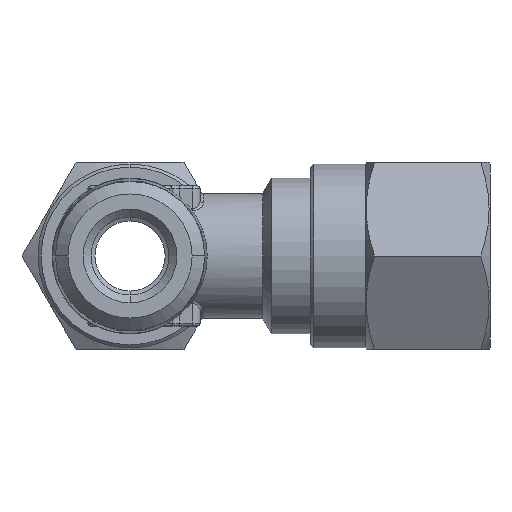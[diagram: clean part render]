
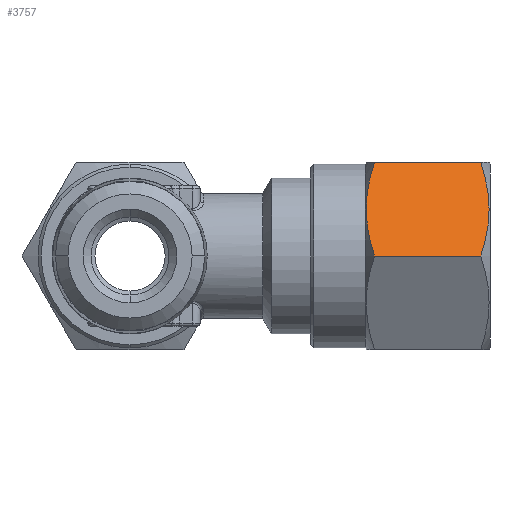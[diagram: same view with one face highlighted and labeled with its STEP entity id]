
A CAD part, front view. The second image highlights one B-rep face of the part: STEP entity #3757.
In plain terms, the highlighted planar face has unit normal (0, -0.866, 0.5).
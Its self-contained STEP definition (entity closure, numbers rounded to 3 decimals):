
#703 = CARTESIAN_POINT ( 'NONE',  ( 22.495, -3.464, 6. ) ) ;
#704 = CARTESIAN_POINT ( 'NONE',  ( 22.495, -6.928, 0. ) ) ;
#715 = CARTESIAN_POINT ( 'NONE',  ( 15.682, -6.928, 0. ) ) ;
#716 = CARTESIAN_POINT ( 'NONE',  ( 15.682, -3.464, 6. ) ) ;
#955 = VECTOR ( 'NONE', #2574, 1000. ) ;
#957 = VECTOR ( 'NONE', #2582, 1000. ) ;
#1078 = AXIS2_PLACEMENT_3D ( 'NONE', #3015, #3016, #3017 ) ;
#1462 = VERTEX_POINT ( 'NONE', #703 ) ;
#1463 = VERTEX_POINT ( 'NONE', #704 ) ;
#1476 = VERTEX_POINT ( 'NONE', #715 ) ;
#1477 = VERTEX_POINT ( 'NONE', #716 ) ;
#2485 = CARTESIAN_POINT ( 'NONE',  ( 15.682, -6.928, 0. ) ) ;
#2486 = CARTESIAN_POINT ( 'NONE',  ( 15.356, -6.363, 0.98 ) ) ;
#2487 = CARTESIAN_POINT ( 'NONE',  ( 15.147, -5.788, 1.974 ) ) ;
#2488 = CARTESIAN_POINT ( 'NONE',  ( 15.146, -5.052, 3.249 ) ) ;
#2489 = CARTESIAN_POINT ( 'NONE',  ( 15.159, -4.904, 3.506 ) ) ;
#2490 = CARTESIAN_POINT ( 'NONE',  ( 15.208, -4.612, 4.012 ) ) ;
#2491 = CARTESIAN_POINT ( 'NONE',  ( 15.244, -4.466, 4.264 ) ) ;
#2492 = CARTESIAN_POINT ( 'NONE',  ( 15.384, -4.033, 5.015 ) ) ;
#2493 = CARTESIAN_POINT ( 'NONE',  ( 15.519, -3.747, 5.51 ) ) ;
#2494 = CARTESIAN_POINT ( 'NONE',  ( 15.682, -3.464, 6. ) ) ;
#2573 = CARTESIAN_POINT ( 'NONE',  ( 23.089, -3.464, 6. ) ) ;
#2574 = DIRECTION ( 'NONE',  ( -1., 0., 0. ) ) ;
#2581 = CARTESIAN_POINT ( 'NONE',  ( 23.089, -6.928, 0. ) ) ;
#2582 = DIRECTION ( 'NONE',  ( -1., 0., 0. ) ) ;
#2873 = LINE ( 'NONE', #2581, #957 ) ;
#3014 = PLANE ( 'NONE',  #1078 ) ;
#3015 = CARTESIAN_POINT ( 'NONE',  ( 23.089, -3.464, 6. ) ) ;
#3016 = DIRECTION ( 'NONE',  ( 0., 0.866, -0.5 ) ) ;
#3017 = DIRECTION ( 'NONE',  ( 0., 0.5, 0.866 ) ) ;
#3119 = CARTESIAN_POINT ( 'NONE',  ( 22.495, -3.464, 6. ) ) ;
#3120 = CARTESIAN_POINT ( 'NONE',  ( 22.822, -4.03, 5.02 ) ) ;
#3121 = CARTESIAN_POINT ( 'NONE',  ( 23.03, -4.604, 4.026 ) ) ;
#3122 = CARTESIAN_POINT ( 'NONE',  ( 23.031, -5.34, 2.751 ) ) ;
#3123 = CARTESIAN_POINT ( 'NONE',  ( 23.019, -5.488, 2.494 ) ) ;
#3124 = CARTESIAN_POINT ( 'NONE',  ( 22.97, -5.781, 1.988 ) ) ;
#3125 = CARTESIAN_POINT ( 'NONE',  ( 22.933, -5.926, 1.736 ) ) ;
#3126 = CARTESIAN_POINT ( 'NONE',  ( 22.793, -6.36, 0.985 ) ) ;
#3127 = CARTESIAN_POINT ( 'NONE',  ( 22.658, -6.645, 0.49 ) ) ;
#3128 = CARTESIAN_POINT ( 'NONE',  ( 22.495, -6.928, 0. ) ) ;
#3757 = ADVANCED_FACE ( 'NONE', ( #4268 ), #3014, .F. ) ;
#4268 = FACE_OUTER_BOUND ( 'NONE', #4772, .T. ) ;
#4421 = LINE ( 'NONE', #2573, #955 ) ;
#4701 = EDGE_CURVE ( 'NONE', #1462, #1463, #5799, .T. ) ;
#4772 = EDGE_LOOP ( 'NONE', ( #5354, #5355, #5356, #5357 ) ) ;
#5259 = EDGE_CURVE ( 'NONE', #1476, #1477, #5770, .T. ) ;
#5275 = EDGE_CURVE ( 'NONE', #1462, #1477, #4421, .T. ) ;
#5277 = EDGE_CURVE ( 'NONE', #1463, #1476, #2873, .T. ) ;
#5354 = ORIENTED_EDGE ( 'NONE', *, *, #5275, .T. ) ;
#5355 = ORIENTED_EDGE ( 'NONE', *, *, #5259, .F. ) ;
#5356 = ORIENTED_EDGE ( 'NONE', *, *, #5277, .F. ) ;
#5357 = ORIENTED_EDGE ( 'NONE', *, *, #4701, .F. ) ;
#5770 = B_SPLINE_CURVE_WITH_KNOTS ( 'NONE', 3,
 ( #2485, #2486, #2487, #2488, #2489, #2490, #2491, #2492, #2493, #2494 ),
 .UNSPECIFIED., .F., .F.,
 ( 4, 2, 2, 2, 4 ),
 ( 0., 0.003, 0.004, 0.005, 0.007 ),
 .UNSPECIFIED. ) ;
#5799 = B_SPLINE_CURVE_WITH_KNOTS ( 'NONE', 3,
 ( #3119, #3120, #3121, #3122, #3123, #3124, #3125, #3126, #3127, #3128 ),
 .UNSPECIFIED., .F., .F.,
 ( 4, 2, 2, 2, 4 ),
 ( 0., 0.003, 0.004, 0.005, 0.007 ),
 .UNSPECIFIED. ) ;
